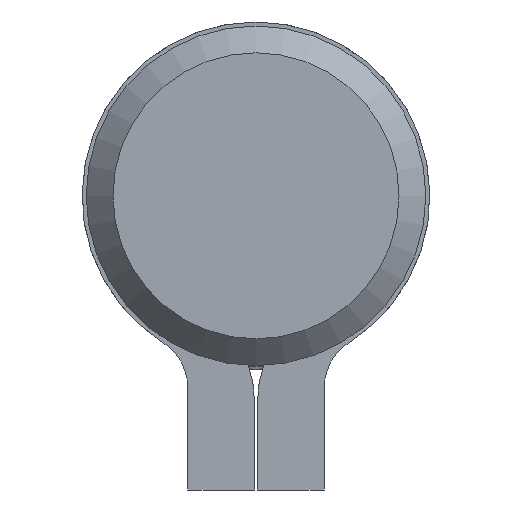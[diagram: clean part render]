
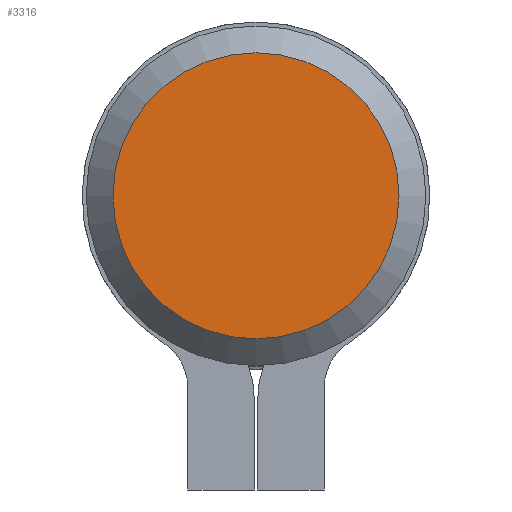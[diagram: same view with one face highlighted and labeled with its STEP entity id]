
A CAD part, front view. The second image highlights one B-rep face of the part: STEP entity #3316.
In plain terms, the highlighted planar face has unit normal (0, -1, 0).
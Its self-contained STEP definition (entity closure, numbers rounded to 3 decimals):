
#12 = DIRECTION ( 'NONE',  ( 0., 0., 1. ) ) ;
#1915 = PLANE ( 'NONE',  #5129 ) ;
#3316 = ADVANCED_FACE ( 'NONE', ( #9728 ), #1915, .F. ) ;
#5129 = AXIS2_PLACEMENT_3D ( 'NONE', #6469, #8633, #12 ) ;
#5175 = AXIS2_PLACEMENT_3D ( 'NONE', #7752, #5424, #6525 ) ;
#5424 = DIRECTION ( 'NONE',  ( 0., -1., 0. ) ) ;
#6469 = CARTESIAN_POINT ( 'NONE',  ( 0., -52., 0. ) ) ;
#6525 = DIRECTION ( 'NONE',  ( 0., 0., 1. ) ) ;
#6805 = ORIENTED_EDGE ( 'NONE', *, *, #13447, .T. ) ;
#7360 = CIRCLE ( 'NONE', #5175, 5.35 ) ;
#7752 = CARTESIAN_POINT ( 'NONE',  ( 0., -52., 0. ) ) ;
#8261 = EDGE_LOOP ( 'NONE', ( #6805 ) ) ;
#8633 = DIRECTION ( 'NONE',  ( 0., 1., 0. ) ) ;
#9728 = FACE_OUTER_BOUND ( 'NONE', #8261, .T. ) ;
#12182 = VERTEX_POINT ( 'NONE', #12890 ) ;
#12890 = CARTESIAN_POINT ( 'NONE',  ( 0., -52., 5.35 ) ) ;
#13447 = EDGE_CURVE ( 'NONE', #12182, #12182, #7360, .T. ) ;
